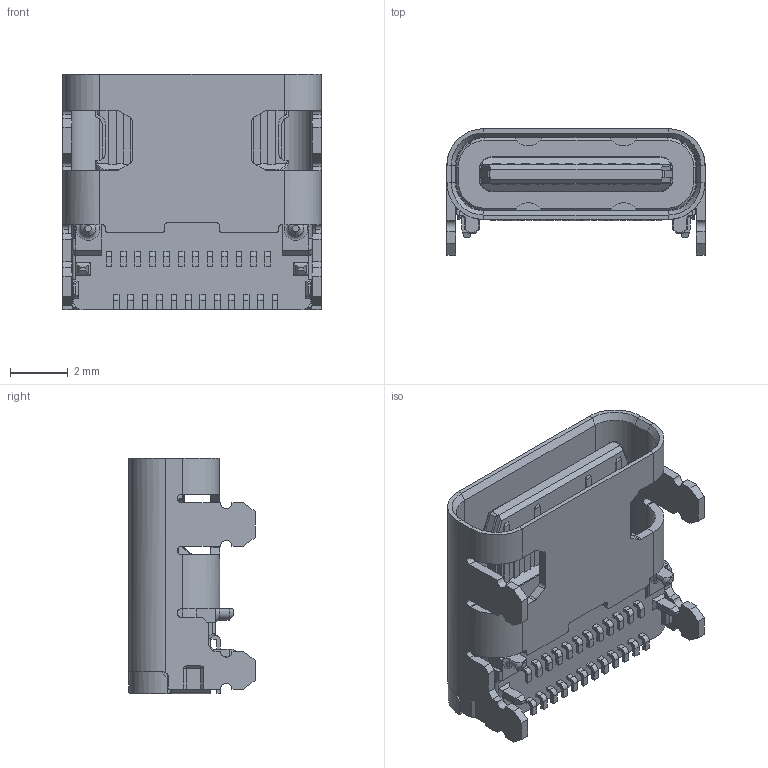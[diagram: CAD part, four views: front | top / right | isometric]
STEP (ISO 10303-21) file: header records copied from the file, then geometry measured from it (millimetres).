
FILE_DESCRIPTION (( 'STEP AP203' ), '1' );
FILE_NAME ('K3D-DX07S024JJ7-V1_JAE_Proprietary.STEP', '2018-10-18T09:20:38', ( '' ), ( '' ), 'SwSTEP 2.0', 'SolidWorks 2017', '' );
FILE_SCHEMA (( 'CONFIG_CONTROL_DESIGN' ));
Length unit declared in the file: millimetre
Products named in the file (1): K3D-DX07S024JJ7-V1_JAE_Proprietary
Bounding box: 8.94 x 4.37 x 8.17 mm (x, y, z)
Volume: 136.1 mm3; surface area: 438.5 mm2
Topology: 13 solids, 15 shells, 945 faces, 2566 edges, 1647 vertices
Faces by surface type: plane 691, cylinder 201, cone 31, bspline 12, torus 6, sphere 4
Entity records: 30083 total; most frequent: CARTESIAN_POINT 6170, ORIENTED_EDGE 5116, DIRECTION 4761, EDGE_CURVE 2558, VECTOR 2025, LINE 2025, VERTEX_POINT 1647, AXIS2_PLACEMENT_3D 1368
